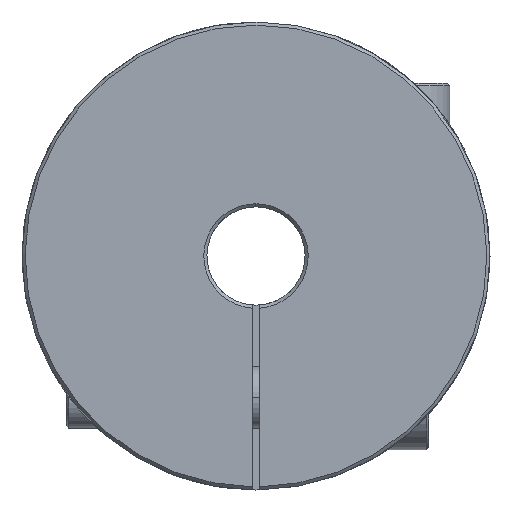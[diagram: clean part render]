
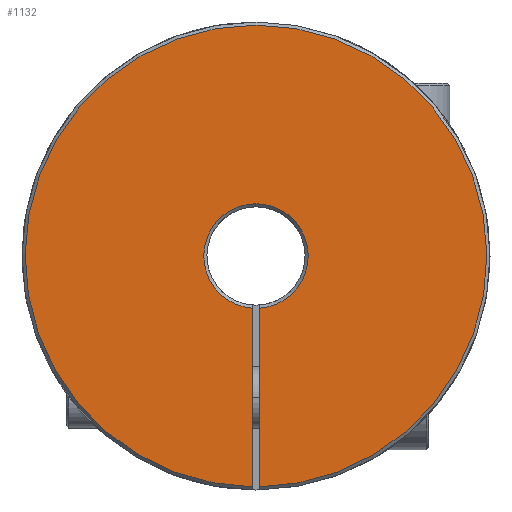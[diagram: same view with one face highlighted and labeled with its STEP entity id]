
A CAD part, left-side view. The second image highlights one B-rep face of the part: STEP entity #1132.
In plain terms, the highlighted planar face has unit normal (-1, 0, 0).
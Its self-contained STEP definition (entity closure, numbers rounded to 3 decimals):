
#22 = CARTESIAN_POINT ( 'NONE',  ( -20.65, 0., 0. ) ) ;
#34 = DIRECTION ( 'NONE',  ( 1., 0., 0. ) ) ;
#35 = DIRECTION ( 'NONE',  ( 0., 0., -1. ) ) ;
#206 = CARTESIAN_POINT ( 'NONE',  ( -20.65, 0., 0. ) ) ;
#213 = DIRECTION ( 'NONE',  ( 1., 0., 0. ) ) ;
#214 = DIRECTION ( 'NONE',  ( 0., 0., -1. ) ) ;
#261 = CARTESIAN_POINT ( 'NONE',  ( -20.65, 0.25, -19.05 ) ) ;
#262 = DIRECTION ( 'NONE',  ( 0., 0., 1. ) ) ;
#270 = CARTESIAN_POINT ( 'NONE',  ( -20.65, 0., 0. ) ) ;
#275 = DIRECTION ( 'NONE',  ( -1., 0., 0. ) ) ;
#276 = DIRECTION ( 'NONE',  ( 0., 0., -1. ) ) ;
#277 = CARTESIAN_POINT ( 'NONE',  ( -20.65, -0.25, -19.05 ) ) ;
#278 = DIRECTION ( 'NONE',  ( 0., 0., 1. ) ) ;
#729 = EDGE_LOOP ( 'NONE', ( #864, #865, #866, #867, #868 ) ) ;
#864 = ORIENTED_EDGE ( 'NONE', *, *, #1657, .F. ) ;
#865 = ORIENTED_EDGE ( 'NONE', *, *, #1656, .T. ) ;
#866 = ORIENTED_EDGE ( 'NONE', *, *, #1651, .T. ) ;
#867 = ORIENTED_EDGE ( 'NONE', *, *, #1617, .T. ) ;
#868 = ORIENTED_EDGE ( 'NONE', *, *, #1648, .T. ) ;
#976 = VERTEX_POINT ( 'NONE', #1103 ) ;
#977 = VERTEX_POINT ( 'NONE', #1104 ) ;
#1002 = VERTEX_POINT ( 'NONE', #1843 ) ;
#1003 = VERTEX_POINT ( 'NONE', #1844 ) ;
#1004 = VERTEX_POINT ( 'NONE', #1845 ) ;
#1103 = CARTESIAN_POINT ( 'NONE',  ( -20.65, 0., 4.254 ) ) ;
#1104 = CARTESIAN_POINT ( 'NONE',  ( -20.65, 0.25, -4.247 ) ) ;
#1132 = ADVANCED_FACE ( 'NONE', ( #1483 ), #1961, .F. ) ;
#1483 = FACE_OUTER_BOUND ( 'NONE', #729, .T. ) ;
#1617 = EDGE_CURVE ( 'NONE', #977, #976, #2335, .T. ) ;
#1648 = EDGE_CURVE ( 'NONE', #976, #1003, #2374, .T. ) ;
#1651 = EDGE_CURVE ( 'NONE', #1004, #977, #2371, .T. ) ;
#1656 = EDGE_CURVE ( 'NONE', #1002, #1004, #2383, .T. ) ;
#1657 = EDGE_CURVE ( 'NONE', #1002, #1003, #2381, .T. ) ;
#1700 = AXIS2_PLACEMENT_3D ( 'NONE', #1948, #1964, #1965 ) ;
#1793 = AXIS2_PLACEMENT_3D ( 'NONE', #22, #34, #35 ) ;
#1810 = AXIS2_PLACEMENT_3D ( 'NONE', #206, #213, #214 ) ;
#1811 = AXIS2_PLACEMENT_3D ( 'NONE', #270, #275, #276 ) ;
#1843 = CARTESIAN_POINT ( 'NONE',  ( -20.65, -0.25, -18.794 ) ) ;
#1844 = CARTESIAN_POINT ( 'NONE',  ( -20.65, -0.25, -4.247 ) ) ;
#1845 = CARTESIAN_POINT ( 'NONE',  ( -20.65, 0.25, -18.794 ) ) ;
#1948 = CARTESIAN_POINT ( 'NONE',  ( -20.65, 0., 0. ) ) ;
#1961 = PLANE ( 'NONE',  #1700 ) ;
#1964 = DIRECTION ( 'NONE',  ( 1., 0., 0. ) ) ;
#1965 = DIRECTION ( 'NONE',  ( 0., 0., -1. ) ) ;
#2335 = CIRCLE ( 'NONE', #1793, 4.254 ) ;
#2366 = VECTOR ( 'NONE', #262, 1000. ) ;
#2371 = LINE ( 'NONE', #261, #2366 ) ;
#2374 = CIRCLE ( 'NONE', #1810, 4.254 ) ;
#2381 = LINE ( 'NONE', #277, #2382 ) ;
#2382 = VECTOR ( 'NONE', #278, 1000. ) ;
#2383 = CIRCLE ( 'NONE', #1811, 18.796 ) ;
